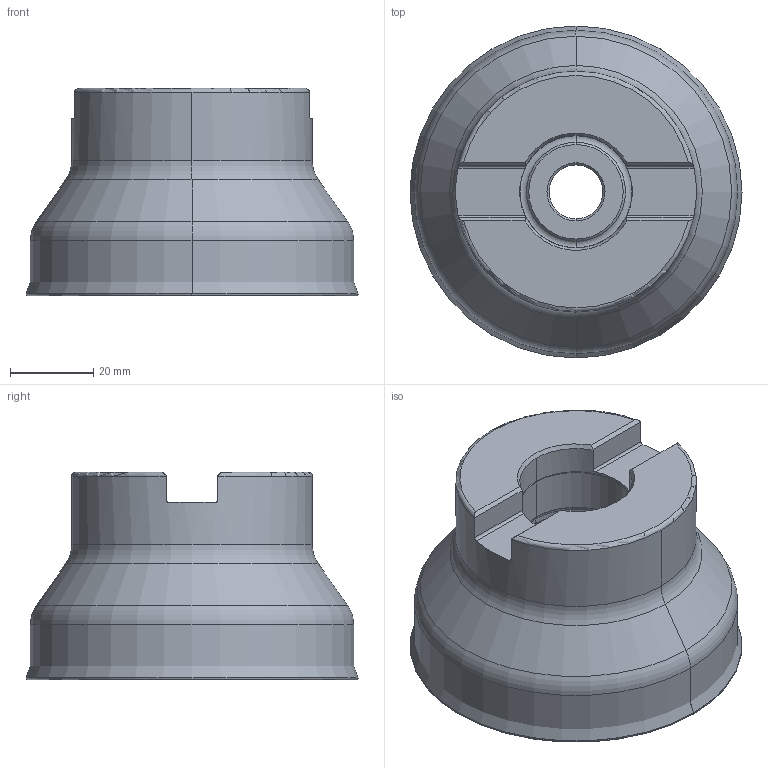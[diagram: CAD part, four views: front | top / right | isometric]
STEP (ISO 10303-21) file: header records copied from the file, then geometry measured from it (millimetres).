
FILE_DESCRIPTION((''),'2;1');
FILE_NAME('2F5D080R00','2019-08-23T',('thielmann'),(''),'CREO PARAMETRIC BY PTC INC, 2017020','CREO PARAMETRIC BY PTC INC, 2017020','');
FILE_SCHEMA(('AUTOMOTIVE_DESIGN { 1 0 10303 214 1 1 1 1 }'));
Length unit declared in the file: millimetre
Products named in the file (3): NOCUT; CUT; 2F5D080R00
Assembly tree (2 placements, depth 2):
  2F5D080R00
    NOCUT
    CUT
Bounding box: 80 x 80 x 50 mm (x, y, z)
Volume: 161796.4 mm3; surface area: 28430.4 mm2
Topology: 2 solids, 2 shells, 94 faces, 222 edges, 144 vertices
Faces by surface type: revolution 24, torus 20, cylinder 18, cone 16, plane 16
Entity records: 5855 total; most frequent: CARTESIAN_POINT 2460, DIRECTION 476, ORIENTED_EDGE 420, PRESENTATION_STYLE_ASSIGNMENT 238, STYLED_ITEM 238, CURVE_STYLE 236, EDGE_CURVE 210, AXIS2_PLACEMENT_3D 199
